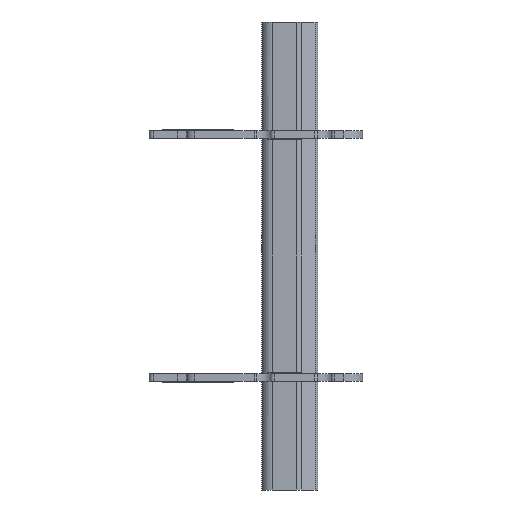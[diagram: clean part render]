
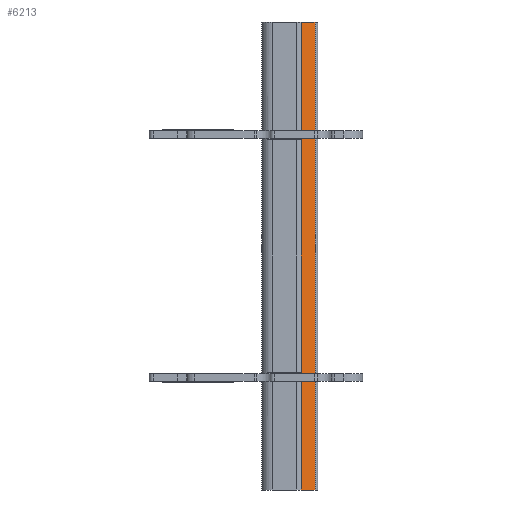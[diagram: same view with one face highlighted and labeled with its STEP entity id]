
A CAD part, left-side view. The second image highlights one B-rep face of the part: STEP entity #6213.
In plain terms, the highlighted planar face has unit normal (-0.919, -0.393, 0).
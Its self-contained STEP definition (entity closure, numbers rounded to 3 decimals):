
#80=DIRECTION('',(0.393,-0.919,0.));
#81=VECTOR('',#80,4.018);
#82=CARTESIAN_POINT('',(-2.683,-10.578,-62.5));
#83=LINE('',#82,#81);
#87=DIRECTION('',(0.,0.,1.));
#88=VECTOR('',#87,125.);
#89=CARTESIAN_POINT('',(-1.103,-14.272,-62.5));
#90=LINE('',#89,#88);
#101=DIRECTION('',(0.,0.,1.));
#102=VECTOR('',#101,2.1);
#103=CARTESIAN_POINT('',(-2.625,-10.714,31.1));
#104=LINE('',#103,#102);
#108=DIRECTION('',(0.,0.,1.));
#109=VECTOR('',#108,2.1);
#110=CARTESIAN_POINT('',(-2.625,-10.714,-33.2));
#111=LINE('',#110,#109);
#115=DIRECTION('',(0.39,-0.912,-0.13));
#116=VECTOR('',#115,0.15);
#117=CARTESIAN_POINT('',(-2.683,-10.578,
-31.081));
#118=LINE('',#117,#116);
#2084=DIRECTION('',(-0.393,0.919,0.));
#2085=VECTOR('',#2084,4.018);
#2086=CARTESIAN_POINT('',(-1.103,-14.272,62.5));
#2087=LINE('',#2086,#2085);
#2151=DIRECTION('',(0.,0.,-1.));
#2152=VECTOR('',#2151,29.281);
#2153=CARTESIAN_POINT('',(-2.683,-10.578,62.5));
#2154=LINE('',#2153,#2152);
#2158=DIRECTION('',(0.39,-0.912,-0.13));
#2159=VECTOR('',#2158,0.15);
#2160=CARTESIAN_POINT('',(-2.683,-10.578,
33.219));
#2161=LINE('',#2160,#2159);
#2194=DIRECTION('',(-0.39,0.912,-0.13));
#2195=VECTOR('',#2194,0.15);
#2196=CARTESIAN_POINT('',(-2.625,-10.714,31.1));
#2197=LINE('',#2196,#2195);
#2231=DIRECTION('',(0.,0.,-1.));
#2232=VECTOR('',#2231,62.161);
#2233=CARTESIAN_POINT('',(-2.683,-10.578,
31.081));
#2234=LINE('',#2233,#2232);
#5345=DIRECTION('',(-0.39,0.912,-0.13));
#5346=VECTOR('',#5345,0.15);
#5347=CARTESIAN_POINT('',(-2.625,-10.714,-33.2));
#5348=LINE('',#5347,#5346);
#5367=DIRECTION('',(0.,0.,-1.));
#5368=VECTOR('',#5367,29.281);
#5369=CARTESIAN_POINT('',(-2.683,-10.578,
-33.219));
#5370=LINE('',#5369,#5368);
#5388=CARTESIAN_POINT('',(-1.103,-14.272,-62.5));
#5390=VERTEX_POINT('',#5388);
#5402=CARTESIAN_POINT('',(-2.683,-10.578,-62.5));
#5403=VERTEX_POINT('',#5402);
#5404=CARTESIAN_POINT('',(-1.103,-14.272,62.5));
#5405=VERTEX_POINT('',#5404);
#5408=CARTESIAN_POINT('',(-2.683,-10.578,
-31.081));
#5409=CARTESIAN_POINT('',(-2.625,-10.714,-31.1));
#5410=VERTEX_POINT('',#5408);
#5411=VERTEX_POINT('',#5409);
#5412=CARTESIAN_POINT('',(-2.683,-10.578,
31.081));
#5413=VERTEX_POINT('',#5412);
#5414=CARTESIAN_POINT('',(-2.625,-10.714,31.1));
#5415=VERTEX_POINT('',#5414);
#5416=CARTESIAN_POINT('',(-2.625,-10.714,33.2));
#5417=VERTEX_POINT('',#5416);
#5418=CARTESIAN_POINT('',(-2.683,-10.578,
33.219));
#5419=VERTEX_POINT('',#5418);
#5420=CARTESIAN_POINT('',(-2.683,-10.578,62.5));
#5421=VERTEX_POINT('',#5420);
#5422=CARTESIAN_POINT('',(-2.683,-10.578,
-33.219));
#5423=VERTEX_POINT('',#5422);
#5424=CARTESIAN_POINT('',(-2.625,-10.714,-33.2));
#5425=VERTEX_POINT('',#5424);
#6184=CARTESIAN_POINT('',(-2.683,-10.578,-62.5));
#6185=DIRECTION('',(-0.919,-0.393,0.));
#6186=DIRECTION('',(0.393,-0.919,0.));
#6187=AXIS2_PLACEMENT_3D('',#6184,#6185,#6186);
#6188=PLANE('',#6187);
#6190=ORIENTED_EDGE('',*,*,#6189,.F.);
#6192=ORIENTED_EDGE('',*,*,#6191,.F.);
#6194=ORIENTED_EDGE('',*,*,#6193,.F.);
#6196=ORIENTED_EDGE('',*,*,#6195,.T.);
#6198=ORIENTED_EDGE('',*,*,#6197,.F.);
#6200=ORIENTED_EDGE('',*,*,#6199,.F.);
#6202=ORIENTED_EDGE('',*,*,#6201,.F.);
#6203=ORIENTED_EDGE('',*,*,#6168,.F.);
#6204=ORIENTED_EDGE('',*,*,#6150,.F.);
#6206=ORIENTED_EDGE('',*,*,#6205,.F.);
#6208=ORIENTED_EDGE('',*,*,#6207,.F.);
#6210=ORIENTED_EDGE('',*,*,#6209,.T.);
#6211=EDGE_LOOP('',(#6190,#6192,#6194,#6196,#6198,#6200,#6202,#6203,#6204,#6206,
#6208,#6210));
#6212=FACE_OUTER_BOUND('',#6211,.F.);
#6150=EDGE_CURVE('',#5403,#5390,#83,.T.);
#6168=EDGE_CURVE('',#5390,#5405,#90,.T.);
#6189=EDGE_CURVE('',#5410,#5411,#118,.T.);
#6191=EDGE_CURVE('',#5413,#5410,#2234,.T.);
#6193=EDGE_CURVE('',#5415,#5413,#2197,.T.);
#6195=EDGE_CURVE('',#5415,#5417,#104,.T.);
#6197=EDGE_CURVE('',#5419,#5417,#2161,.T.);
#6199=EDGE_CURVE('',#5421,#5419,#2154,.T.);
#6201=EDGE_CURVE('',#5405,#5421,#2087,.T.);
#6205=EDGE_CURVE('',#5423,#5403,#5370,.T.);
#6207=EDGE_CURVE('',#5425,#5423,#5348,.T.);
#6209=EDGE_CURVE('',#5425,#5411,#111,.T.);
#6213=ADVANCED_FACE('',(#6212),#6188,.T.);
